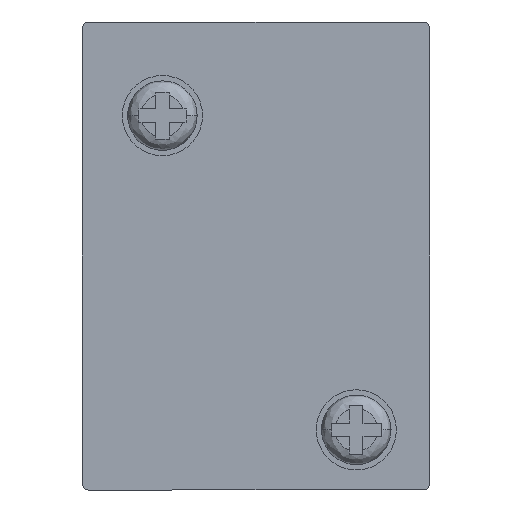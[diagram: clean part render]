
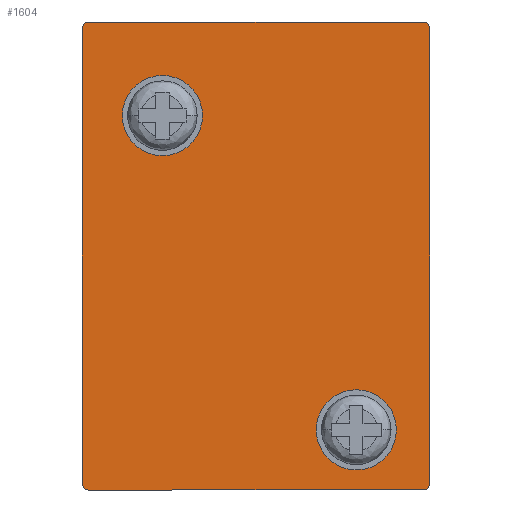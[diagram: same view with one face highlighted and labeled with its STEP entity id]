
A CAD part, front view. The second image highlights one B-rep face of the part: STEP entity #1604.
In plain terms, the highlighted planar face has unit normal (0, -1, 0).
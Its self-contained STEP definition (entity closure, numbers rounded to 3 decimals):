
#174 = DIRECTION ( 'NONE',  ( 1., 0., 0. ) ) ;
#182 = EDGE_CURVE ( 'NONE', #2974, #3763, #3007, .T. ) ;
#186 = DIRECTION ( 'NONE',  ( 0., -1., 0. ) ) ;
#321 = DIRECTION ( 'NONE',  ( 0., 1., 0. ) ) ;
#359 = CARTESIAN_POINT ( 'NONE',  ( -7., -41.361, -24.361 ) ) ;
#477 = CARTESIAN_POINT ( 'NONE',  ( 12.5, -41.361, -17.861 ) ) ;
#478 = VERTEX_POINT ( 'NONE', #758 ) ;
#546 = CARTESIAN_POINT ( 'NONE',  ( 7.5, -41.361, -47.861 ) ) ;
#550 = EDGE_LOOP ( 'NONE', ( #3639, #5871 ) ) ;
#620 = AXIS2_PLACEMENT_3D ( 'NONE', #2117, #5323, #2603 ) ;
#713 = VERTEX_POINT ( 'NONE', #3690 ) ;
#758 = CARTESIAN_POINT ( 'NONE',  ( -12.5, -41.361, -17.361 ) ) ;
#774 = CIRCLE ( 'NONE', #3744, 3. ) ;
#817 = DIRECTION ( 'NONE',  ( 1., 0., 0. ) ) ;
#843 = VECTOR ( 'NONE', #4277, 1000. ) ;
#844 = CARTESIAN_POINT ( 'NONE',  ( -4., -41.361, -24.361 ) ) ;
#866 = VERTEX_POINT ( 'NONE', #4760 ) ;
#999 = EDGE_CURVE ( 'NONE', #3100, #866, #4265, .T. ) ;
#1036 = CARTESIAN_POINT ( 'NONE',  ( -13., -41.361, -34.861 ) ) ;
#1121 = CIRCLE ( 'NONE', #5786, 0.5 ) ;
#1193 = LINE ( 'NONE', #4926, #2306 ) ;
#1344 = AXIS2_PLACEMENT_3D ( 'NONE', #5602, #5927, #5951 ) ;
#1347 = VERTEX_POINT ( 'NONE', #2893 ) ;
#1428 = ORIENTED_EDGE ( 'NONE', *, *, #3244, .T. ) ;
#1604 = ADVANCED_FACE ( 'NONE', ( #5692, #4768, #2034 ), #5646, .F. ) ;
#1727 = EDGE_CURVE ( 'NONE', #3771, #713, #2758, .T. ) ;
#1729 = DIRECTION ( 'NONE',  ( 0., 1., 0. ) ) ;
#1756 = CARTESIAN_POINT ( 'NONE',  ( -12.5, -41.361, -52.361 ) ) ;
#1766 = CIRCLE ( 'NONE', #5437, 3. ) ;
#1790 = CARTESIAN_POINT ( 'NONE',  ( 13., -41.361, -17.861 ) ) ;
#1819 = ORIENTED_EDGE ( 'NONE', *, *, #4822, .F. ) ;
#1912 = DIRECTION ( 'NONE',  ( 0., -1., 0. ) ) ;
#1919 = ORIENTED_EDGE ( 'NONE', *, *, #999, .F. ) ;
#1964 = CARTESIAN_POINT ( 'NONE',  ( 0., -41.361, -17.361 ) ) ;
#2034 = FACE_BOUND ( 'NONE', #550, .T. ) ;
#2101 = LINE ( 'NONE', #1036, #843 ) ;
#2117 = CARTESIAN_POINT ( 'NONE',  ( -7., -41.361, -24.361 ) ) ;
#2245 = CARTESIAN_POINT ( 'NONE',  ( 0., -41.361, -52.361 ) ) ;
#2299 = ORIENTED_EDGE ( 'NONE', *, *, #4861, .F. ) ;
#2306 = VECTOR ( 'NONE', #4609, 1000. ) ;
#2358 = CARTESIAN_POINT ( 'NONE',  ( -12.5, -41.361, -51.861 ) ) ;
#2396 = DIRECTION ( 'NONE',  ( 0., 1., 0. ) ) ;
#2397 = ORIENTED_EDGE ( 'NONE', *, *, #5652, .F. ) ;
#2411 = DIRECTION ( 'NONE',  ( 1., 0., 0. ) ) ;
#2416 = DIRECTION ( 'NONE',  ( -1., 0., 0. ) ) ;
#2502 = CIRCLE ( 'NONE', #620, 3. ) ;
#2508 = CIRCLE ( 'NONE', #2665, 0.5 ) ;
#2593 = VERTEX_POINT ( 'NONE', #844 ) ;
#2603 = DIRECTION ( 'NONE',  ( 1., 0., 0. ) ) ;
#2665 = AXIS2_PLACEMENT_3D ( 'NONE', #4476, #1729, #4951 ) ;
#2679 = VECTOR ( 'NONE', #2411, 1000. ) ;
#2758 = CIRCLE ( 'NONE', #3222, 0.5 ) ;
#2832 = VERTEX_POINT ( 'NONE', #3025 ) ;
#2838 = CARTESIAN_POINT ( 'NONE',  ( 10.5, -41.361, -47.861 ) ) ;
#2891 = EDGE_CURVE ( 'NONE', #478, #2974, #2984, .T. ) ;
#2893 = CARTESIAN_POINT ( 'NONE',  ( 13., -41.361, -51.861 ) ) ;
#2974 = VERTEX_POINT ( 'NONE', #4551 ) ;
#2984 = LINE ( 'NONE', #1964, #2679 ) ;
#3007 = CIRCLE ( 'NONE', #3475, 0.5 ) ;
#3025 = CARTESIAN_POINT ( 'NONE',  ( -10., -41.361, -24.361 ) ) ;
#3100 = VERTEX_POINT ( 'NONE', #2838 ) ;
#3140 = VECTOR ( 'NONE', #4995, 1000. ) ;
#3222 = AXIS2_PLACEMENT_3D ( 'NONE', #2358, #2396, #2416 ) ;
#3244 = EDGE_CURVE ( 'NONE', #1347, #3763, #1193, .T. ) ;
#3269 = ORIENTED_EDGE ( 'NONE', *, *, #3525, .F. ) ;
#3475 = AXIS2_PLACEMENT_3D ( 'NONE', #477, #321, #3939 ) ;
#3525 = EDGE_CURVE ( 'NONE', #1347, #3582, #1121, .T. ) ;
#3536 = VERTEX_POINT ( 'NONE', #3663 ) ;
#3582 = VERTEX_POINT ( 'NONE', #3598 ) ;
#3583 = ORIENTED_EDGE ( 'NONE', *, *, #182, .F. ) ;
#3598 = CARTESIAN_POINT ( 'NONE',  ( 12.5, -41.361, -52.361 ) ) ;
#3627 = DIRECTION ( 'NONE',  ( 0., -1., 0. ) ) ;
#3639 = ORIENTED_EDGE ( 'NONE', *, *, #5390, .F. ) ;
#3663 = CARTESIAN_POINT ( 'NONE',  ( -13., -41.361, -17.861 ) ) ;
#3672 = DIRECTION ( 'NONE',  ( -1., 0., 0. ) ) ;
#3690 = CARTESIAN_POINT ( 'NONE',  ( -13., -41.361, -51.861 ) ) ;
#3699 = DIRECTION ( 'NONE',  ( 0., 1., 0. ) ) ;
#3717 = CARTESIAN_POINT ( 'NONE',  ( 12.5, -41.361, -51.861 ) ) ;
#3744 = AXIS2_PLACEMENT_3D ( 'NONE', #359, #3627, #817 ) ;
#3763 = VERTEX_POINT ( 'NONE', #1790 ) ;
#3771 = VERTEX_POINT ( 'NONE', #1756 ) ;
#3939 = DIRECTION ( 'NONE',  ( -1., 0., 0. ) ) ;
#4080 = ORIENTED_EDGE ( 'NONE', *, *, #2891, .F. ) ;
#4111 = ORIENTED_EDGE ( 'NONE', *, *, #4208, .F. ) ;
#4208 = EDGE_CURVE ( 'NONE', #866, #3100, #1766, .T. ) ;
#4265 = CIRCLE ( 'NONE', #5093, 3. ) ;
#4277 = DIRECTION ( 'NONE',  ( 0., 0., 1. ) ) ;
#4342 = LINE ( 'NONE', #2245, #3140 ) ;
#4476 = CARTESIAN_POINT ( 'NONE',  ( -12.5, -41.361, -17.861 ) ) ;
#4539 = EDGE_LOOP ( 'NONE', ( #1819, #2397, #5365, #2299, #3269, #1428, #3583, #4080 ) ) ;
#4551 = CARTESIAN_POINT ( 'NONE',  ( 12.5, -41.361, -17.361 ) ) ;
#4609 = DIRECTION ( 'NONE',  ( 0., 0., 1. ) ) ;
#4671 = CARTESIAN_POINT ( 'NONE',  ( 7.5, -41.361, -47.861 ) ) ;
#4760 = CARTESIAN_POINT ( 'NONE',  ( 4.5, -41.361, -47.861 ) ) ;
#4768 = FACE_BOUND ( 'NONE', #5816, .T. ) ;
#4822 = EDGE_CURVE ( 'NONE', #3536, #478, #2508, .T. ) ;
#4861 = EDGE_CURVE ( 'NONE', #3582, #3771, #4342, .T. ) ;
#4926 = CARTESIAN_POINT ( 'NONE',  ( 13., -41.361, -17.361 ) ) ;
#4951 = DIRECTION ( 'NONE',  ( -1., 0., 0. ) ) ;
#4995 = DIRECTION ( 'NONE',  ( -1., 0., 0. ) ) ;
#5093 = AXIS2_PLACEMENT_3D ( 'NONE', #546, #186, #174 ) ;
#5142 = DIRECTION ( 'NONE',  ( 1., 0., 0. ) ) ;
#5266 = EDGE_CURVE ( 'NONE', #2832, #2593, #2502, .T. ) ;
#5323 = DIRECTION ( 'NONE',  ( 0., -1., 0. ) ) ;
#5365 = ORIENTED_EDGE ( 'NONE', *, *, #1727, .F. ) ;
#5390 = EDGE_CURVE ( 'NONE', #2593, #2832, #774, .T. ) ;
#5437 = AXIS2_PLACEMENT_3D ( 'NONE', #4671, #1912, #5142 ) ;
#5602 = CARTESIAN_POINT ( 'NONE',  ( 0., -41.361, -34.861 ) ) ;
#5646 = PLANE ( 'NONE',  #1344 ) ;
#5652 = EDGE_CURVE ( 'NONE', #713, #3536, #2101, .T. ) ;
#5692 = FACE_OUTER_BOUND ( 'NONE', #4539, .T. ) ;
#5786 = AXIS2_PLACEMENT_3D ( 'NONE', #3717, #3699, #3672 ) ;
#5816 = EDGE_LOOP ( 'NONE', ( #1919, #4111 ) ) ;
#5871 = ORIENTED_EDGE ( 'NONE', *, *, #5266, .F. ) ;
#5927 = DIRECTION ( 'NONE',  ( 0., 1., 0. ) ) ;
#5951 = DIRECTION ( 'NONE',  ( -1., 0., 0. ) ) ;
